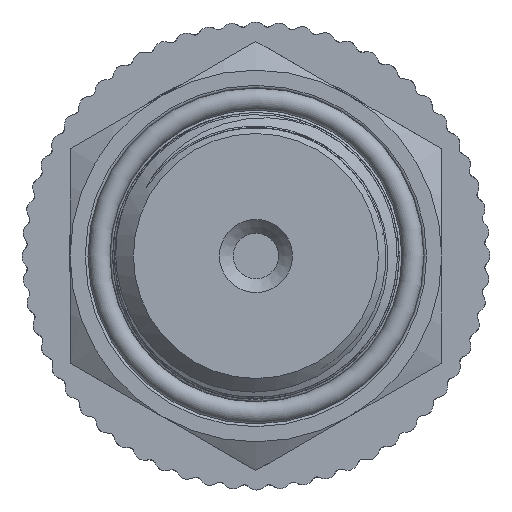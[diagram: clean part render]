
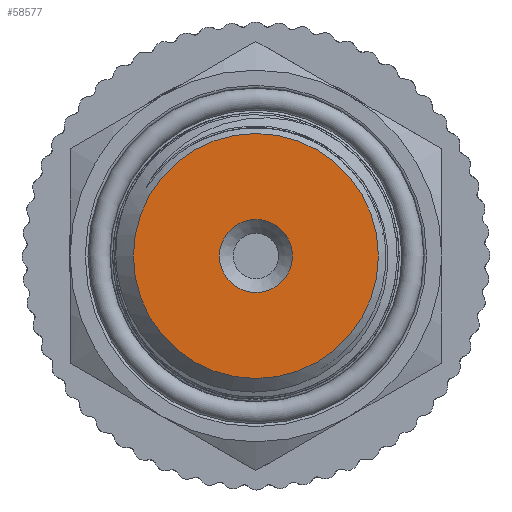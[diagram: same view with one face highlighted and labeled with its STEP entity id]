
A CAD part, left-side view. The second image highlights one B-rep face of the part: STEP entity #58577.
In plain terms, the highlighted face is planar.
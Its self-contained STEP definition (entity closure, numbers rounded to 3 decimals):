
#4467=FACE_BOUND('',#15338,.T.);
#7615=PLANE('',#66337);
#11411=FACE_OUTER_BOUND('',#15337,.T.);
#15337=EDGE_LOOP('',(#54439));
#15338=EDGE_LOOP('',(#54440));
#16056=CIRCLE('',#66274,8.9);
#16090=CIRCLE('',#66338,2.65);
#27866=VERTEX_POINT('',#128121);
#27906=VERTEX_POINT('',#132494);
#36675=EDGE_CURVE('',#27866,#27866,#16056,.T.);
#36754=EDGE_CURVE('',#27906,#27906,#16090,.T.);
#54439=ORIENTED_EDGE('',*,*,#36675,.T.);
#54440=ORIENTED_EDGE('',*,*,#36754,.F.);
#58577=ADVANCED_FACE('',(#11411,#4467),#7615,.T.);
#66274=AXIS2_PLACEMENT_3D('',#128123,#84013,#84014);
#66337=AXIS2_PLACEMENT_3D('',#132493,#84150,#84151);
#66338=AXIS2_PLACEMENT_3D('',#132495,#84152,#84153);
#84013=DIRECTION('center_axis',(1.,0.,0.));
#84014=DIRECTION('ref_axis',(0.,1.,0.));
#84150=DIRECTION('center_axis',(1.,0.,0.));
#84151=DIRECTION('ref_axis',(0.,0.,-1.));
#84152=DIRECTION('center_axis',(1.,0.,0.));
#84153=DIRECTION('ref_axis',(0.,0.,-1.));
#128121=CARTESIAN_POINT('',(0.,-8.9,0.));
#128123=CARTESIAN_POINT('Origin',(0.,0.,0.));
#132493=CARTESIAN_POINT('Origin',(0.,2.65,0.));
#132494=CARTESIAN_POINT('',(0.,-2.65,0.));
#132495=CARTESIAN_POINT('Origin',(0.,0.,
0.));
